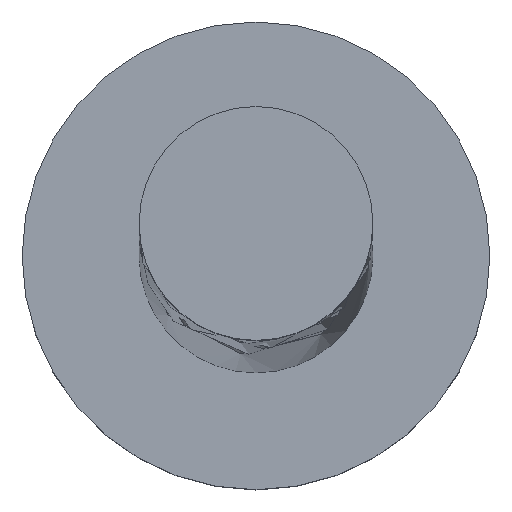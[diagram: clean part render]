
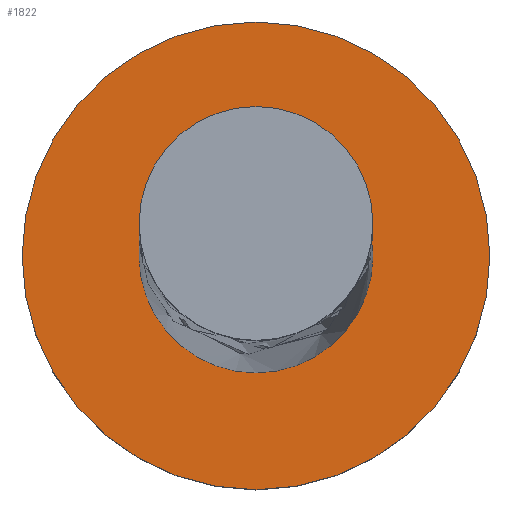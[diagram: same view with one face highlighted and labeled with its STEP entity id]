
A CAD part, top view. The second image highlights one B-rep face of the part: STEP entity #1822.
In plain terms, the highlighted planar face has unit normal (0, 0, 1).
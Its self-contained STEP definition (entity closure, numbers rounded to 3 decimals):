
#19 = FACE_OUTER_BOUND ( 'NONE', #452, .T. ) ;
#133 = ORIENTED_EDGE ( 'NONE', *, *, #599, .T. ) ;
#150 = ORIENTED_EDGE ( 'NONE', *, *, #602, .F. ) ;
#212 = DIRECTION ( 'NONE',  ( 0., 0., 1. ) ) ;
#297 = VERTEX_POINT ( 'NONE', #1344 ) ;
#302 = AXIS2_PLACEMENT_3D ( 'NONE', #1764, #1050, #621 ) ;
#350 = DIRECTION ( 'NONE',  ( 1., 0., 0. ) ) ;
#357 = DIRECTION ( 'NONE',  ( 1., 0., 0. ) ) ;
#359 = CARTESIAN_POINT ( 'NONE',  ( 2.5, 0., 3. ) ) ;
#452 = EDGE_LOOP ( 'NONE', ( #133, #676 ) ) ;
#496 = CARTESIAN_POINT ( 'NONE',  ( 0., 0., 3. ) ) ;
#508 = CARTESIAN_POINT ( 'NONE',  ( 0., 0., 3. ) ) ;
#512 = AXIS2_PLACEMENT_3D ( 'NONE', #508, #639, #1378 ) ;
#515 = CIRCLE ( 'NONE', #302, 2.5 ) ;
#543 = AXIS2_PLACEMENT_3D ( 'NONE', #496, #1865, #1565 ) ;
#569 = AXIS2_PLACEMENT_3D ( 'NONE', #1103, #1663, #350 ) ;
#599 = EDGE_CURVE ( 'NONE', #844, #1847, #814, .T. ) ;
#602 = EDGE_CURVE ( 'NONE', #1032, #297, #842, .T. ) ;
#621 = DIRECTION ( 'NONE',  ( 1., 0., 0. ) ) ;
#639 = DIRECTION ( 'NONE',  ( 0., 0., 1. ) ) ;
#676 = ORIENTED_EDGE ( 'NONE', *, *, #931, .T. ) ;
#814 = CIRCLE ( 'NONE', #1677, 5. ) ;
#842 = CIRCLE ( 'NONE', #512, 2.5 ) ;
#844 = VERTEX_POINT ( 'NONE', #1083 ) ;
#931 = EDGE_CURVE ( 'NONE', #1847, #844, #1769, .T. ) ;
#1032 = VERTEX_POINT ( 'NONE', #359 ) ;
#1036 = EDGE_LOOP ( 'NONE', ( #1739, #150 ) ) ;
#1050 = DIRECTION ( 'NONE',  ( 0., 0., 1. ) ) ;
#1083 = CARTESIAN_POINT ( 'NONE',  ( -5., 0., 3. ) ) ;
#1103 = CARTESIAN_POINT ( 'NONE',  ( 0., 0., 3. ) ) ;
#1231 = CARTESIAN_POINT ( 'NONE',  ( 5., 0., 3. ) ) ;
#1327 = FACE_BOUND ( 'NONE', #1036, .T. ) ;
#1344 = CARTESIAN_POINT ( 'NONE',  ( -2.5, 0., 3. ) ) ;
#1378 = DIRECTION ( 'NONE',  ( 1., 0., 0. ) ) ;
#1523 = CARTESIAN_POINT ( 'NONE',  ( 0., 0., 3. ) ) ;
#1565 = DIRECTION ( 'NONE',  ( 1., 0., 0. ) ) ;
#1649 = PLANE ( 'NONE',  #543 ) ;
#1663 = DIRECTION ( 'NONE',  ( 0., 0., 1. ) ) ;
#1677 = AXIS2_PLACEMENT_3D ( 'NONE', #1523, #212, #357 ) ;
#1739 = ORIENTED_EDGE ( 'NONE', *, *, #1740, .F. ) ;
#1740 = EDGE_CURVE ( 'NONE', #297, #1032, #515, .T. ) ;
#1764 = CARTESIAN_POINT ( 'NONE',  ( 0., 0., 3. ) ) ;
#1769 = CIRCLE ( 'NONE', #569, 5. ) ;
#1822 = ADVANCED_FACE ( 'NONE', ( #1327, #19 ), #1649, .T. ) ;
#1847 = VERTEX_POINT ( 'NONE', #1231 ) ;
#1865 = DIRECTION ( 'NONE',  ( 0., 0., 1. ) ) ;
